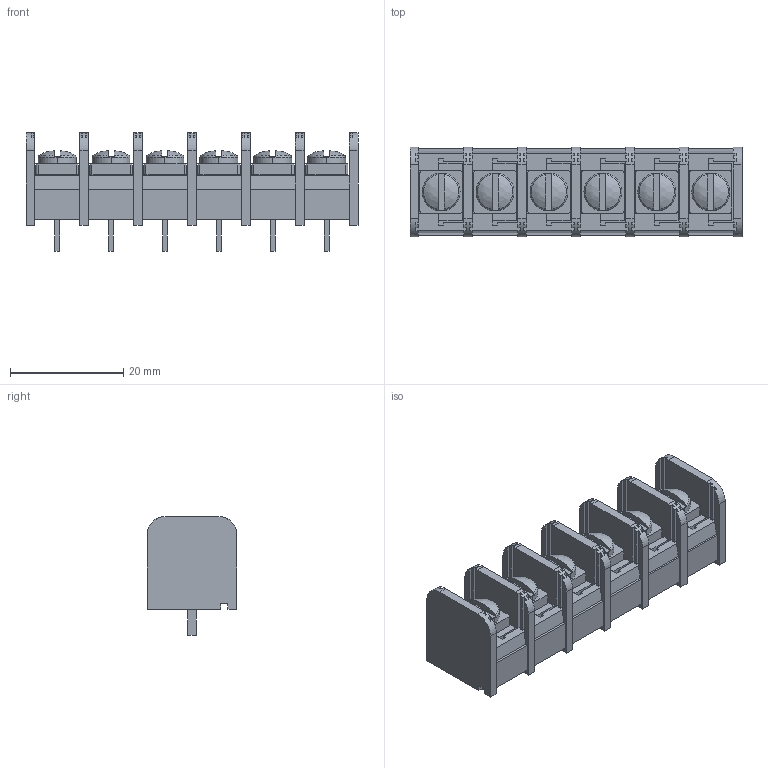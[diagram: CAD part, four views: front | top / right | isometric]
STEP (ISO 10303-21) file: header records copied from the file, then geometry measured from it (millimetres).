
FILE_DESCRIPTION((''),'2;1');
FILE_NAME('C-1437664-9','2022-10-21T05:41:44',('workeradm'),('TE Connectivity Ltd.'),'CREO PARAMETRIC BY PTC INC, 2021072','CREO PARAMETRIC BY PTC INC, 2021072','');
FILE_SCHEMA(('AUTOMOTIVE_DESIGN { 1 0 10303 214 1 1 1 1 }'));
Length unit declared in the file: millimetre
Products named in the file (1): C-1437664-9
Bounding box: 58.65 x 15.88 x 20.95 mm (x, y, z)
Volume: 9260.4 mm3; surface area: 6510.4 mm2
Topology: 1 solids, 1 shells, 594 faces, 1662 edges, 1088 vertices
Faces by surface type: plane 508, cylinder 62, torus 12, bspline 12
Entity records: 19552 total; most frequent: CARTESIAN_POINT 3968, ORIENTED_EDGE 3324, DIRECTION 3058, EDGE_CURVE 1662, VECTOR 1358, LINE 1358, VERTEX_POINT 1088, AXIS2_PLACEMENT_3D 850
